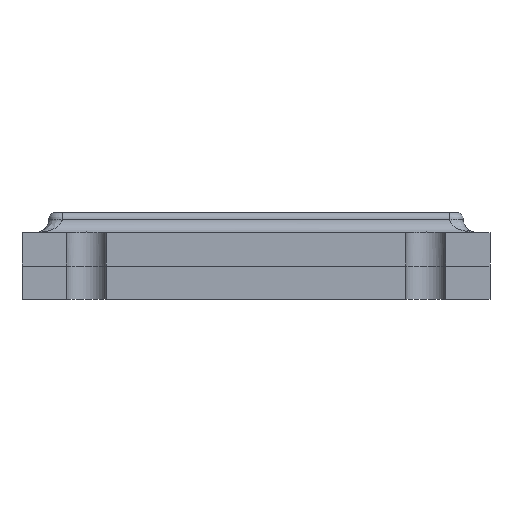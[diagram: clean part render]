
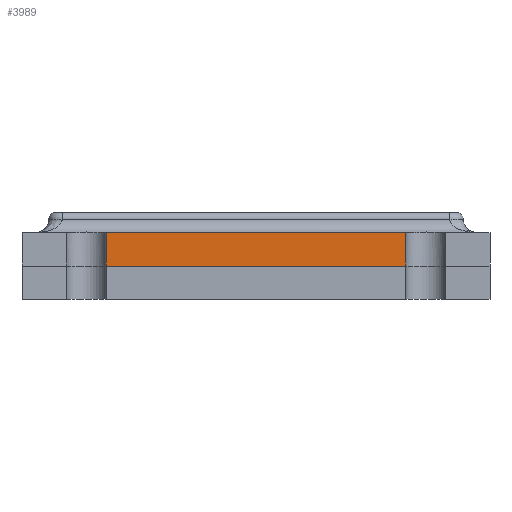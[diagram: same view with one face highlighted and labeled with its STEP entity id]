
A CAD part, front view. The second image highlights one B-rep face of the part: STEP entity #3989.
In plain terms, the highlighted planar face has unit normal (0, -1, 0).
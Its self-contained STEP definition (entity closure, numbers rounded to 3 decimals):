
#508 = VERTEX_POINT ( 'NONE', #7392 ) ;
#846 = LINE ( 'NONE', #7750, #5010 ) ;
#1303 = DIRECTION ( 'NONE',  ( -1., 0., 0. ) ) ;
#1312 = AXIS2_PLACEMENT_3D ( 'NONE', #1428, #6936, #2190 ) ;
#1381 = VECTOR ( 'NONE', #6376, 1000. ) ;
#1401 = EDGE_CURVE ( 'NONE', #508, #4556, #846, .T. ) ;
#1428 = CARTESIAN_POINT ( 'NONE',  ( -3.5, -2.54, 0. ) ) ;
#1860 = ORIENTED_EDGE ( 'NONE', *, *, #7073, .T. ) ;
#2190 = DIRECTION ( 'NONE',  ( 0., 0., -1. ) ) ;
#2410 = CARTESIAN_POINT ( 'NONE',  ( -2.24, -2.54, 0.5 ) ) ;
#2700 = VERTEX_POINT ( 'NONE', #2410 ) ;
#3012 = DIRECTION ( 'NONE',  ( 0., 0., 1. ) ) ;
#3156 = LINE ( 'NONE', #9902, #7131 ) ;
#3237 = CARTESIAN_POINT ( 'NONE',  ( 0., -2.54, 0.5 ) ) ;
#3989 = ADVANCED_FACE ( 'NONE', ( #9683 ), #8478, .T. ) ;
#4556 = VERTEX_POINT ( 'NONE', #7684 ) ;
#5010 = VECTOR ( 'NONE', #3012, 1000. ) ;
#5157 = CARTESIAN_POINT ( 'NONE',  ( -2.24, -2.54, 1. ) ) ;
#5437 = LINE ( 'NONE', #8944, #7542 ) ;
#6376 = DIRECTION ( 'NONE',  ( 1., 0., 0. ) ) ;
#6936 = DIRECTION ( 'NONE',  ( 0., -1., 0. ) ) ;
#7073 = EDGE_CURVE ( 'NONE', #2700, #508, #7669, .T. ) ;
#7131 = VECTOR ( 'NONE', #1303, 1000. ) ;
#7247 = ORIENTED_EDGE ( 'NONE', *, *, #1401, .T. ) ;
#7392 = CARTESIAN_POINT ( 'NONE',  ( 2.24, -2.54, 0.5 ) ) ;
#7542 = VECTOR ( 'NONE', #9704, 1000. ) ;
#7669 = LINE ( 'NONE', #3237, #1381 ) ;
#7684 = CARTESIAN_POINT ( 'NONE',  ( 2.24, -2.54, 1. ) ) ;
#7750 = CARTESIAN_POINT ( 'NONE',  ( 2.24, -2.54, 0. ) ) ;
#7999 = ORIENTED_EDGE ( 'NONE', *, *, #8559, .T. ) ;
#8295 = ORIENTED_EDGE ( 'NONE', *, *, #9249, .T. ) ;
#8478 = PLANE ( 'NONE',  #1312 ) ;
#8559 = EDGE_CURVE ( 'NONE', #4556, #9470, #3156, .T. ) ;
#8944 = CARTESIAN_POINT ( 'NONE',  ( -2.24, -2.54, 0. ) ) ;
#9249 = EDGE_CURVE ( 'NONE', #9470, #2700, #5437, .T. ) ;
#9421 = EDGE_LOOP ( 'NONE', ( #7999, #8295, #1860, #7247 ) ) ;
#9470 = VERTEX_POINT ( 'NONE', #5157 ) ;
#9683 = FACE_OUTER_BOUND ( 'NONE', #9421, .T. ) ;
#9704 = DIRECTION ( 'NONE',  ( 0., 0., -1. ) ) ;
#9902 = CARTESIAN_POINT ( 'NONE',  ( -3.5, -2.54, 1. ) ) ;
